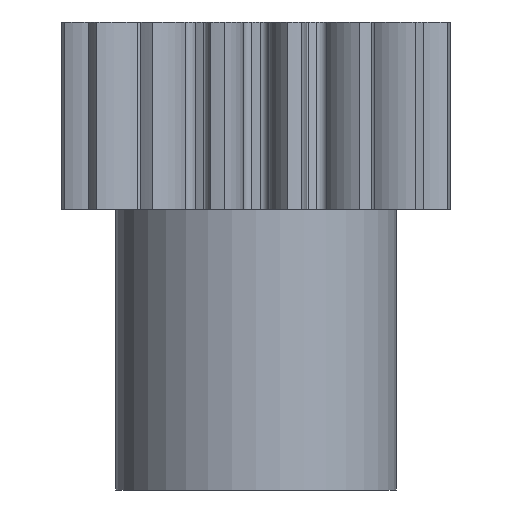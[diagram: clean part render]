
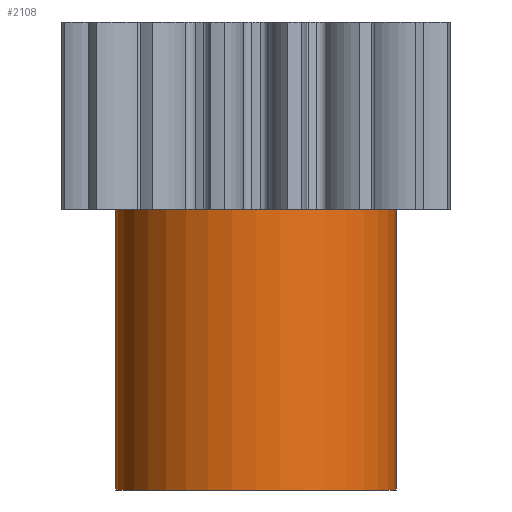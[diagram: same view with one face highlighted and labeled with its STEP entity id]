
A CAD part, front view. The second image highlights one B-rep face of the part: STEP entity #2108.
In plain terms, the highlighted cylindrical face has radius 4.5 mm (diameter 9 mm), a partial arc.
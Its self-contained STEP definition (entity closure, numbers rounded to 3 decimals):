
#305 = VECTOR ( 'NONE', #321, 1000. ) ;
#308 = DIRECTION ( 'NONE',  ( 1., 0., 0. ) ) ;
#309 = DIRECTION ( 'NONE',  ( 0., 0., 1. ) ) ;
#318 = CARTESIAN_POINT ( 'NONE',  ( 0., 0., -9. ) ) ;
#321 = DIRECTION ( 'NONE',  ( 0., 0., 1. ) ) ;
#323 = DIRECTION ( 'NONE',  ( 1., 0., 0. ) ) ;
#324 = DIRECTION ( 'NONE',  ( 0., 0., 1. ) ) ;
#325 = AXIS2_PLACEMENT_3D ( 'NONE', #328, #324, #323 ) ;
#328 = CARTESIAN_POINT ( 'NONE',  ( 0., 0., -9. ) ) ;
#329 = CYLINDRICAL_SURFACE ( 'NONE', #325, 4.5 ) ;
#333 = CIRCLE ( 'NONE', #338, 4.5 ) ;
#338 = AXIS2_PLACEMENT_3D ( 'NONE', #318, #309, #308 ) ;
#340 = FACE_OUTER_BOUND ( 'NONE', #2120, .T. ) ;
#376 = CARTESIAN_POINT ( 'NONE',  ( 4.5, 0., -9. ) ) ;
#377 = LINE ( 'NONE', #376, #305 ) ;
#405 = CARTESIAN_POINT ( 'NONE',  ( -4.5, 0., -9. ) ) ;
#409 = CARTESIAN_POINT ( 'NONE',  ( -4.5, 0., -9. ) ) ;
#440 = DIRECTION ( 'NONE',  ( 0., 0., 1. ) ) ;
#441 = VECTOR ( 'NONE', #440, 1000. ) ;
#445 = CARTESIAN_POINT ( 'NONE',  ( 4.5, 0., 0. ) ) ;
#450 = LINE ( 'NONE', #405, #441 ) ;
#539 = CARTESIAN_POINT ( 'NONE',  ( 4.5, 0., -9. ) ) ;
#582 = CARTESIAN_POINT ( 'NONE',  ( -4.5, 0., 0. ) ) ;
#1147 = EDGE_CURVE ( 'NONE', #2678, #2623, #3068, .T. ) ;
#2106 = ORIENTED_EDGE ( 'NONE', *, *, #2613, .F. ) ;
#2108 = ADVANCED_FACE ( 'NONE', ( #340 ), #329, .T. ) ;
#2115 = EDGE_CURVE ( 'NONE', #2612, #2668, #333, .T. ) ;
#2116 = ORIENTED_EDGE ( 'NONE', *, *, #2637, .T. ) ;
#2117 = ORIENTED_EDGE ( 'NONE', *, *, #1147, .F. ) ;
#2120 = EDGE_LOOP ( 'NONE', ( #2106, #2182, #2116, #2117 ) ) ;
#2182 = ORIENTED_EDGE ( 'NONE', *, *, #2115, .T. ) ;
#2612 = VERTEX_POINT ( 'NONE', #409 ) ;
#2613 = EDGE_CURVE ( 'NONE', #2612, #2678, #450, .T. ) ;
#2623 = VERTEX_POINT ( 'NONE', #445 ) ;
#2637 = EDGE_CURVE ( 'NONE', #2668, #2623, #377, .T. ) ;
#2668 = VERTEX_POINT ( 'NONE', #539 ) ;
#2678 = VERTEX_POINT ( 'NONE', #582 ) ;
#3053 = DIRECTION ( 'NONE',  ( 1., 0., 0. ) ) ;
#3054 = DIRECTION ( 'NONE',  ( 0., 0., 1. ) ) ;
#3055 = AXIS2_PLACEMENT_3D ( 'NONE', #3072, #3054, #3053 ) ;
#3068 = CIRCLE ( 'NONE', #3055, 4.5 ) ;
#3072 = CARTESIAN_POINT ( 'NONE',  ( 0., 0., 0. ) ) ;
